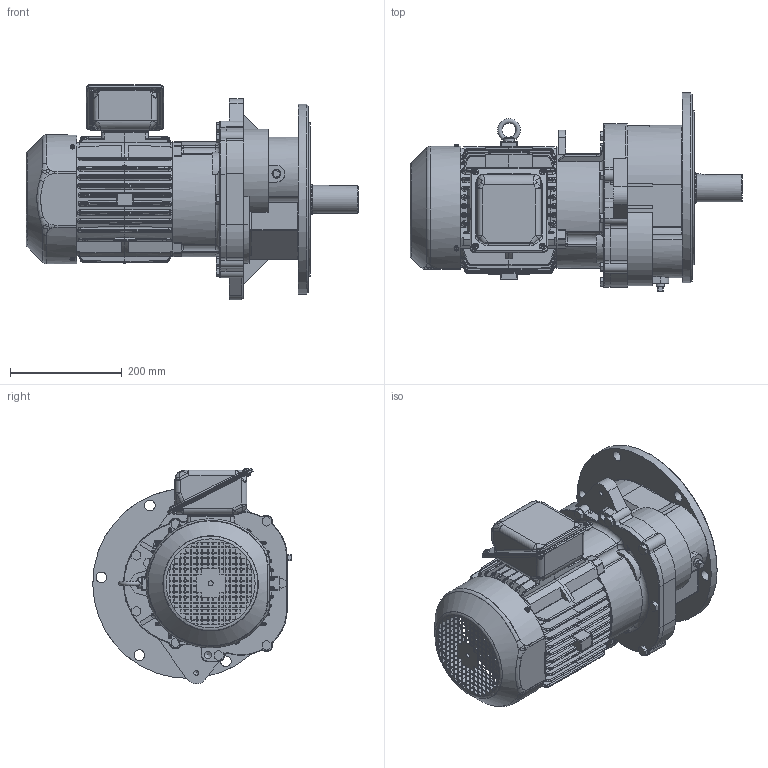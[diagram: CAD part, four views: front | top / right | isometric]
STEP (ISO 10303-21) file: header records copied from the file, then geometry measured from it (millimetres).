
FILE_DESCRIPTION (( 'STEP AP214' ), '1' );
FILE_NAME ('EK2DO07777H001_F1VM18_3.7kw_R25.stp', '2022-07-04T06:24:45', ( 'Windows 餌辨濠' ), ( '' ), 'SwSTEP 2.0', 'SolidWorks 2021', '' );
FILE_SCHEMA (( 'AUTOMOTIVE_DESIGN' ));
Length unit declared in the file: millimetre
Products named in the file (1): EK2DO07777H001_F1VM18_3.7kw_R25
Bounding box: 594 x 355 x 386.37 mm (x, y, z)
Volume: 19515727.6 mm3; surface area: 1240605.4 mm2
Topology: 22 solids, 33 shells, 3774 faces, 10029 edges, 6358 vertices
Faces by surface type: plane 1487, cylinder 1447, bspline 628, torus 96, cone 92, sphere 24
Full cylindrical faces by diameter (mm): 2 x1, 2.6 x4, 2.7 x2, 4 x1, 4.917 x8, 5 x7, 6 x4, 6.647 x12, 7 x12, 7.7 x1, 8 x8, 8.376 x2, 8.5 x11, 9 x4, 10 x10, 10.5 x4, 11 x10, 13 x2, 14.3 x1, 18 x1, 19 x6, 20 x1, 22 x1, 42 x1, 50 x1, 55 x1, 59.6 x1, 70 x1, 78 x1, 80 x1
Entity records: 143153 total; most frequent: CARTESIAN_POINT 53343, ORIENTED_EDGE 19456, DIRECTION 17151, EDGE_CURVE 9728, VERTEX_POINT 6267, AXIS2_PLACEMENT_3D 6112, LINE 4927, VECTOR 4927
